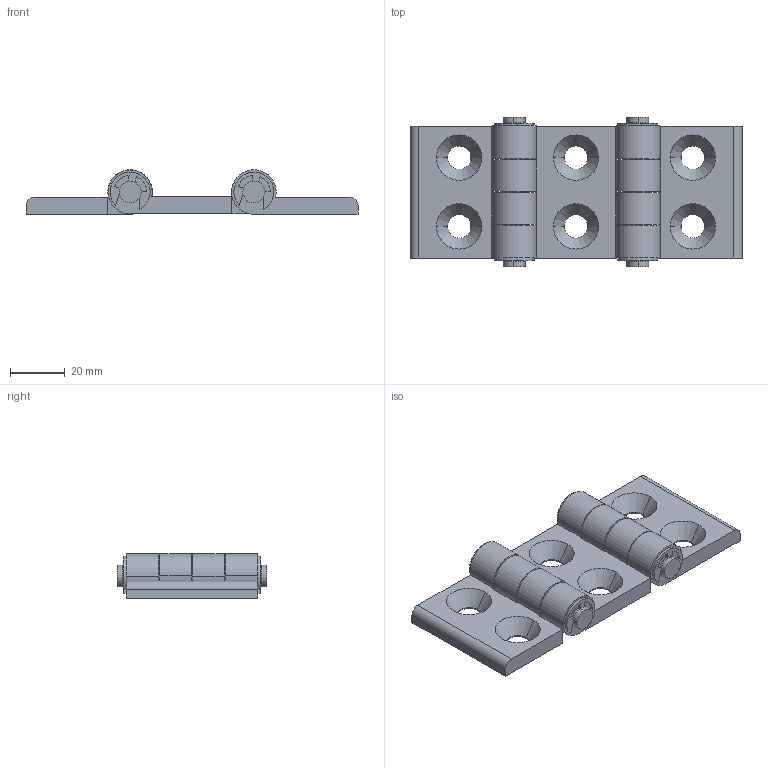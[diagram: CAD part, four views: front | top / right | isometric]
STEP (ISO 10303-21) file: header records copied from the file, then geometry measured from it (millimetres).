
FILE_DESCRIPTION (( 'STEP AP214' ), '1' );
FILE_NAME ('A823 Ïåòëÿ àëþìèíèåâàÿ 40x45x40.STEP', '2025-06-30T07:27:36', ( '' ), ( '' ), 'SwSTEP 2.0', 'SolidWorks 2025', '' );
FILE_SCHEMA (( 'AUTOMOTIVE_DESIGN' ));
Length unit declared in the file: millimetre
Products named in the file (5): A823 Кольцо_00; A823 Петля алюминиевая 40x45x40; A823 Петля, часть 40 серии_00; A823 Сред петля_00; A823 Палец_01
Assembly tree (9 placements, depth 2):
  A823 Петля алюминиевая 40x45x40
    A823 Сред петля_00
    A823 Петля, часть 40 серии_00  x2
    A823 Палец_01  x2
    A823 Кольцо_00  x4
Bounding box: 120.74 x 54.25 x 16.2 mm (x, y, z)
Volume: 42837.7 mm3; surface area: 23637.6 mm2
Topology: 9 solids, 9 shells, 180 faces, 462 edges, 304 vertices
Faces by surface type: cylinder 94, plane 74, cone 12
Entity records: 3260 total; most frequent: DIRECTION 578, CARTESIAN_POINT 522, ORIENTED_EDGE 500, EDGE_CURVE 250, AXIS2_PLACEMENT_3D 220, VERTEX_POINT 164, LINE 138, VECTOR 138
